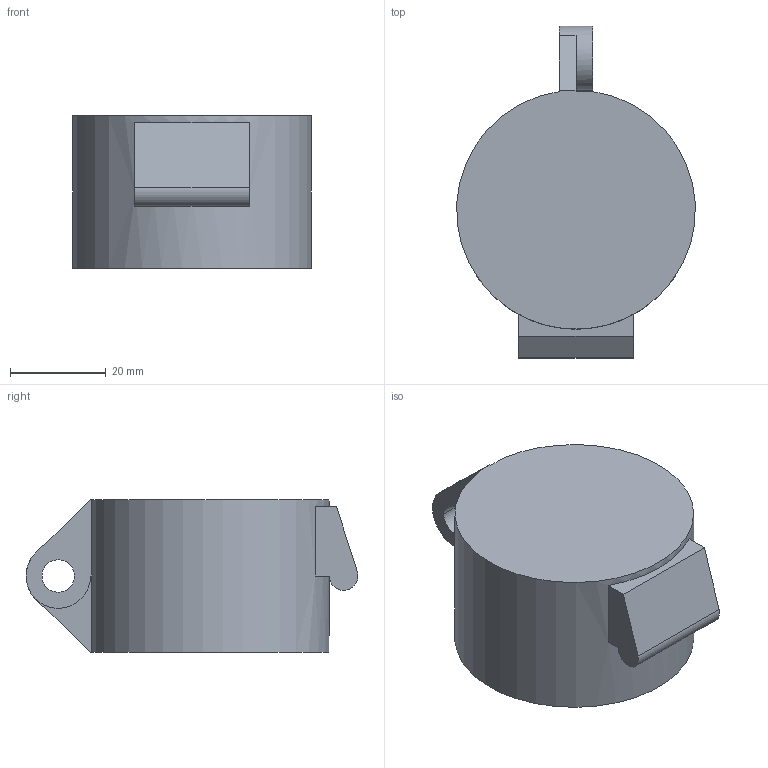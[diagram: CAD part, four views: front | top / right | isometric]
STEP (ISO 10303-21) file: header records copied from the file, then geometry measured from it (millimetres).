
FILE_DESCRIPTION((''),'2;1');
FILE_NAME('CDLA6H-BE804','2024-02-26T',('sipei.wu'),(''),'PRO/ENGINEER BY PARAMETRIC TECHNOLOGY CORPORATION, 2015440','PRO/ENGINEER BY PARAMETRIC TECHNOLOGY CORPORATION, 2015440','');
FILE_SCHEMA(('CONFIG_CONTROL_DESIGN'));
Length unit declared in the file: millimetre
Products named in the file (1): CDLA6H-BE804
Bounding box: 49.91 x 69.5 x 32 mm (x, y, z)
Volume: 19320 mm3; surface area: 16905.7 mm2
Topology: 1 solids, 1 shells, 36 faces, 87 edges, 54 vertices
Faces by surface type: plane 26, cylinder 10
Entity records: 1087 total; most frequent: DIRECTION 185, CARTESIAN_POINT 177, ORIENTED_EDGE 174, EDGE_CURVE 87, AXIS2_PLACEMENT_3D 62, VECTOR 61, LINE 61, VERTEX_POINT 54
